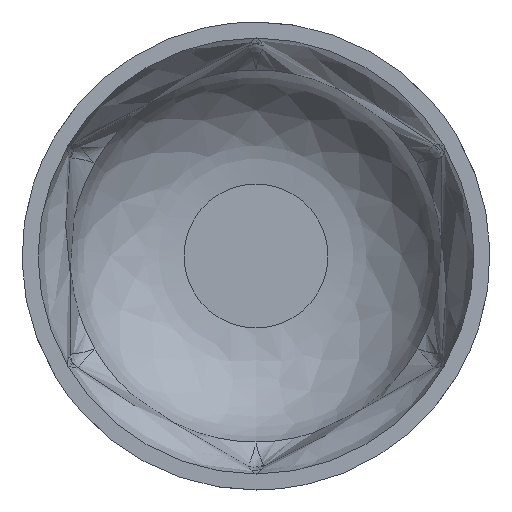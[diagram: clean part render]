
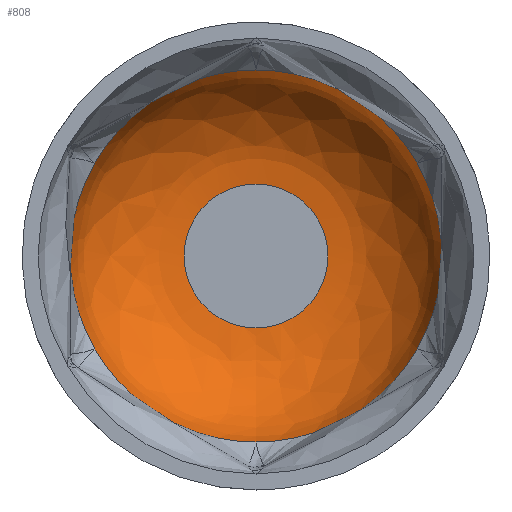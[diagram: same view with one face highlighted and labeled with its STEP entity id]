
A CAD part, front view. The second image highlights one B-rep face of the part: STEP entity #808.
In plain terms, the highlighted free-form (B-spline) face has degree [2, 2] with [3, 9] control points.
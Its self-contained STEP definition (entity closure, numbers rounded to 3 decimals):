
#25=(
BOUNDED_CURVE()
B_SPLINE_CURVE(2,(#2495,#2496,#2497),.UNSPECIFIED.,.F.,.F.)
B_SPLINE_CURVE_WITH_KNOTS((3,3),(0.201,1.541),
 .UNSPECIFIED.)
CURVE()
GEOMETRIC_REPRESENTATION_ITEM()
RATIONAL_B_SPLINE_CURVE((1.,0.784,1.))
REPRESENTATION_ITEM('')
);
#27=(
BOUNDED_SURFACE()
B_SPLINE_SURFACE(2,2,((#2467,#2468,#2469,#2470,#2471,#2472,#2473,#2474,
#2475),(#2476,#2477,#2478,#2479,#2480,#2481,#2482,#2483,#2484),(#2485,#2486,
#2487,#2488,#2489,#2490,#2491,#2492,#2493)),.UNSPECIFIED.,.F.,.T.,.F.)
B_SPLINE_SURFACE_WITH_KNOTS((3,3),(3,2,2,2,3),(0.201,1.541),
(-3.142,-1.571,0.,1.571,3.142),
 .UNSPECIFIED.)
GEOMETRIC_REPRESENTATION_ITEM()
RATIONAL_B_SPLINE_SURFACE(((1.,0.707,1.,0.707,1.,
0.707,1.,0.707,1.),(0.784,0.554,
0.784,0.554,0.784,0.554,
0.784,0.554,0.784),(1.,0.707,
1.,0.707,1.,0.707,1.,0.707,1.)))
REPRESENTATION_ITEM('')
SURFACE()
);
#32=CIRCLE('',#832,23.25);
#33=CIRCLE('',#833,23.25);
#34=CIRCLE('',#834,23.25);
#35=CIRCLE('',#835,23.25);
#36=CIRCLE('',#836,23.25);
#37=CIRCLE('',#837,23.25);
#44=CIRCLE('',#844,23.25);
#45=CIRCLE('',#845,23.25);
#46=CIRCLE('',#846,23.25);
#47=CIRCLE('',#847,23.25);
#48=CIRCLE('',#848,23.25);
#49=CIRCLE('',#849,23.25);
#51=CIRCLE('',#851,9.);
#52=CIRCLE('',#852,9.);
#53=CIRCLE('',#853,23.25);
#54=CIRCLE('',#854,23.25);
#55=CIRCLE('',#855,23.25);
#56=CIRCLE('',#856,23.25);
#57=CIRCLE('',#857,23.25);
#58=CIRCLE('',#858,23.25);
#85=FACE_OUTER_BOUND('',#114,.T.);
#114=EDGE_LOOP('',(#570,#571,#572,#573,#574,#575,#576,#577,#578,#579,#580,
#581,#582,#583,#584,#585,#586,#587,#588,#589,#590,#591));
#225=VERTEX_POINT('',#1098);
#235=VERTEX_POINT('',#1284);
#236=VERTEX_POINT('',#1295);
#237=VERTEX_POINT('',#1297);
#239=VERTEX_POINT('',#1401);
#244=VERTEX_POINT('',#1556);
#245=VERTEX_POINT('',#1558);
#246=VERTEX_POINT('',#1560);
#255=VERTEX_POINT('',#1854);
#265=VERTEX_POINT('',#2049);
#266=VERTEX_POINT('',#2062);
#267=VERTEX_POINT('',#2064);
#270=VERTEX_POINT('',#2301);
#271=VERTEX_POINT('',#2303);
#274=VERTEX_POINT('',#2494);
#275=VERTEX_POINT('',#2498);
#276=VERTEX_POINT('',#2501);
#277=VERTEX_POINT('',#2503);
#278=VERTEX_POINT('',#2506);
#279=VERTEX_POINT('',#2508);
#354=EDGE_CURVE('',#236,#235,#32,.T.);
#355=EDGE_CURVE('',#237,#236,#33,.T.);
#356=EDGE_CURVE('',#225,#237,#34,.T.);
#363=EDGE_CURVE('',#244,#239,#35,.T.);
#364=EDGE_CURVE('',#245,#244,#36,.T.);
#365=EDGE_CURVE('',#246,#245,#37,.T.);
#387=EDGE_CURVE('',#266,#265,#44,.T.);
#388=EDGE_CURVE('',#267,#266,#45,.T.);
#389=EDGE_CURVE('',#255,#267,#46,.T.);
#393=EDGE_CURVE('',#270,#246,#47,.T.);
#394=EDGE_CURVE('',#271,#270,#48,.T.);
#395=EDGE_CURVE('',#265,#271,#49,.T.);
#400=EDGE_CURVE('',#239,#274,#25,.T.);
#401=EDGE_CURVE('',#274,#275,#51,.T.);
#402=EDGE_CURVE('',#275,#274,#52,.T.);
#403=EDGE_CURVE('',#239,#276,#53,.T.);
#404=EDGE_CURVE('',#276,#277,#54,.T.);
#405=EDGE_CURVE('',#277,#225,#55,.T.);
#406=EDGE_CURVE('',#235,#278,#56,.T.);
#407=EDGE_CURVE('',#278,#279,#57,.T.);
#408=EDGE_CURVE('',#279,#255,#58,.T.);
#570=ORIENTED_EDGE('',*,*,#394,.T.);
#571=ORIENTED_EDGE('',*,*,#393,.T.);
#572=ORIENTED_EDGE('',*,*,#365,.T.);
#573=ORIENTED_EDGE('',*,*,#364,.T.);
#574=ORIENTED_EDGE('',*,*,#363,.T.);
#575=ORIENTED_EDGE('',*,*,#400,.T.);
#576=ORIENTED_EDGE('',*,*,#401,.T.);
#577=ORIENTED_EDGE('',*,*,#402,.T.);
#578=ORIENTED_EDGE('',*,*,#400,.F.);
#579=ORIENTED_EDGE('',*,*,#403,.T.);
#580=ORIENTED_EDGE('',*,*,#404,.T.);
#581=ORIENTED_EDGE('',*,*,#405,.T.);
#582=ORIENTED_EDGE('',*,*,#356,.T.);
#583=ORIENTED_EDGE('',*,*,#355,.T.);
#584=ORIENTED_EDGE('',*,*,#354,.T.);
#585=ORIENTED_EDGE('',*,*,#406,.T.);
#586=ORIENTED_EDGE('',*,*,#407,.T.);
#587=ORIENTED_EDGE('',*,*,#408,.T.);
#588=ORIENTED_EDGE('',*,*,#389,.T.);
#589=ORIENTED_EDGE('',*,*,#388,.T.);
#590=ORIENTED_EDGE('',*,*,#387,.T.);
#591=ORIENTED_EDGE('',*,*,#395,.T.);
#808=ADVANCED_FACE('',(#85),#27,.T.);
#832=AXIS2_PLACEMENT_3D('',#1296,#892,#893);
#833=AXIS2_PLACEMENT_3D('',#1298,#894,#895);
#834=AXIS2_PLACEMENT_3D('',#1299,#896,#897);
#835=AXIS2_PLACEMENT_3D('',#1557,#898,#899);
#836=AXIS2_PLACEMENT_3D('',#1559,#900,#901);
#837=AXIS2_PLACEMENT_3D('',#1561,#902,#903);
#844=AXIS2_PLACEMENT_3D('',#2063,#916,#917);
#845=AXIS2_PLACEMENT_3D('',#2065,#918,#919);
#846=AXIS2_PLACEMENT_3D('',#2066,#920,#921);
#847=AXIS2_PLACEMENT_3D('',#2302,#922,#923);
#848=AXIS2_PLACEMENT_3D('',#2304,#924,#925);
#849=AXIS2_PLACEMENT_3D('',#2305,#926,#927);
#851=AXIS2_PLACEMENT_3D('',#2499,#930,#931);
#852=AXIS2_PLACEMENT_3D('',#2500,#932,#933);
#853=AXIS2_PLACEMENT_3D('',#2502,#934,#935);
#854=AXIS2_PLACEMENT_3D('',#2504,#936,#937);
#855=AXIS2_PLACEMENT_3D('',#2505,#938,#939);
#856=AXIS2_PLACEMENT_3D('',#2507,#940,#941);
#857=AXIS2_PLACEMENT_3D('',#2509,#942,#943);
#858=AXIS2_PLACEMENT_3D('',#2510,#944,#945);
#892=DIRECTION('center_axis',(0.,-1.,0.));
#893=DIRECTION('ref_axis',(1.,0.,0.));
#894=DIRECTION('center_axis',(0.,-1.,0.));
#895=DIRECTION('ref_axis',(1.,0.,0.));
#896=DIRECTION('center_axis',(0.,-1.,0.));
#897=DIRECTION('ref_axis',(1.,0.,0.));
#898=DIRECTION('center_axis',(0.,-1.,0.));
#899=DIRECTION('ref_axis',(1.,0.,0.));
#900=DIRECTION('center_axis',(0.,-1.,0.));
#901=DIRECTION('ref_axis',(1.,0.,0.));
#902=DIRECTION('center_axis',(0.,-1.,0.));
#903=DIRECTION('ref_axis',(1.,0.,0.));
#916=DIRECTION('center_axis',(0.,-1.,0.));
#917=DIRECTION('ref_axis',(1.,0.,0.));
#918=DIRECTION('center_axis',(0.,-1.,0.));
#919=DIRECTION('ref_axis',(1.,0.,0.));
#920=DIRECTION('center_axis',(0.,-1.,0.));
#921=DIRECTION('ref_axis',(1.,0.,0.));
#922=DIRECTION('center_axis',(0.,-1.,0.));
#923=DIRECTION('ref_axis',(1.,0.,0.));
#924=DIRECTION('center_axis',(0.,-1.,0.));
#925=DIRECTION('ref_axis',(1.,0.,0.));
#926=DIRECTION('center_axis',(0.,-1.,0.));
#927=DIRECTION('ref_axis',(1.,0.,0.));
#930=DIRECTION('center_axis',(0.,1.,0.));
#931=DIRECTION('ref_axis',(1.,0.,0.));
#932=DIRECTION('center_axis',(0.,1.,0.));
#933=DIRECTION('ref_axis',(1.,0.,0.));
#934=DIRECTION('center_axis',(0.,-1.,0.));
#935=DIRECTION('ref_axis',(1.,0.,0.));
#936=DIRECTION('center_axis',(0.,-1.,0.));
#937=DIRECTION('ref_axis',(1.,0.,0.));
#938=DIRECTION('center_axis',(0.,-1.,0.));
#939=DIRECTION('ref_axis',(1.,0.,0.));
#940=DIRECTION('center_axis',(0.,-1.,0.));
#941=DIRECTION('ref_axis',(1.,0.,0.));
#942=DIRECTION('center_axis',(0.,-1.,0.));
#943=DIRECTION('ref_axis',(1.,0.,0.));
#944=DIRECTION('center_axis',(0.,-1.,0.));
#945=DIRECTION('ref_axis',(1.,0.,0.));
#1098=CARTESIAN_POINT('',(20.135,33.,-11.625));
#1284=CARTESIAN_POINT('',(20.135,33.,11.625));
#1295=CARTESIAN_POINT('',(22.743,33.,4.827));
#1296=CARTESIAN_POINT('Origin',(0.,33.,0.));
#1297=CARTESIAN_POINT('',(22.743,33.,-4.827));
#1298=CARTESIAN_POINT('Origin',(0.,33.,0.));
#1299=CARTESIAN_POINT('Origin',(0.,33.,0.));
#1401=CARTESIAN_POINT('',(0.,33.,-23.25));
#1556=CARTESIAN_POINT('',(-7.192,33.,-22.11));
#1557=CARTESIAN_POINT('Origin',(0.,33.,0.));
#1558=CARTESIAN_POINT('',(-15.552,33.,-17.283));
#1559=CARTESIAN_POINT('Origin',(0.,33.,0.));
#1560=CARTESIAN_POINT('',(-20.135,33.,-11.625));
#1561=CARTESIAN_POINT('Origin',(0.,33.,0.));
#1854=CARTESIAN_POINT('',(0.,33.,23.25));
#2049=CARTESIAN_POINT('',(-20.135,33.,11.625));
#2062=CARTESIAN_POINT('',(-15.552,33.,17.283));
#2063=CARTESIAN_POINT('Origin',(0.,33.,0.));
#2064=CARTESIAN_POINT('',(-7.192,33.,22.11));
#2065=CARTESIAN_POINT('Origin',(0.,33.,0.));
#2066=CARTESIAN_POINT('Origin',(0.,33.,0.));
#2301=CARTESIAN_POINT('',(-22.743,33.,-4.827));
#2302=CARTESIAN_POINT('Origin',(0.,33.,0.));
#2303=CARTESIAN_POINT('',(-22.743,33.,4.827));
#2304=CARTESIAN_POINT('Origin',(0.,33.,0.));
#2305=CARTESIAN_POINT('Origin',(0.,33.,0.));
#2467=CARTESIAN_POINT('Ctrl Pts',(0.,33.,-23.25));
#2468=CARTESIAN_POINT('Ctrl Pts',(-23.25,33.,-23.25));
#2469=CARTESIAN_POINT('Ctrl Pts',(-23.25,33.,0.));
#2470=CARTESIAN_POINT('Ctrl Pts',(-23.25,33.,23.25));
#2471=CARTESIAN_POINT('Ctrl Pts',(0.,33.,23.25));
#2472=CARTESIAN_POINT('Ctrl Pts',(23.25,33.,23.25));
#2473=CARTESIAN_POINT('Ctrl Pts',(23.25,33.,0.));
#2474=CARTESIAN_POINT('Ctrl Pts',(23.25,33.,-23.25));
#2475=CARTESIAN_POINT('Ctrl Pts',(0.,33.,-23.25));
#2476=CARTESIAN_POINT('Ctrl Pts',(0.,44.645,-20.879));
#2477=CARTESIAN_POINT('Ctrl Pts',(-20.879,44.645,-20.879));
#2478=CARTESIAN_POINT('Ctrl Pts',(-20.879,44.645,0.));
#2479=CARTESIAN_POINT('Ctrl Pts',(-20.879,44.645,20.879));
#2480=CARTESIAN_POINT('Ctrl Pts',(0.,44.645,20.879));
#2481=CARTESIAN_POINT('Ctrl Pts',(20.879,44.645,20.879));
#2482=CARTESIAN_POINT('Ctrl Pts',(20.879,44.645,0.));
#2483=CARTESIAN_POINT('Ctrl Pts',(20.879,44.645,-20.879));
#2484=CARTESIAN_POINT('Ctrl Pts',(0.,44.645,-20.879));
#2485=CARTESIAN_POINT('Ctrl Pts',(0.,45.,-9.));
#2486=CARTESIAN_POINT('Ctrl Pts',(-9.,45.,-9.));
#2487=CARTESIAN_POINT('Ctrl Pts',(-9.,45.,0.));
#2488=CARTESIAN_POINT('Ctrl Pts',(-9.,45.,9.));
#2489=CARTESIAN_POINT('Ctrl Pts',(0.,45.,9.));
#2490=CARTESIAN_POINT('Ctrl Pts',(9.,45.,9.));
#2491=CARTESIAN_POINT('Ctrl Pts',(9.,45.,0.));
#2492=CARTESIAN_POINT('Ctrl Pts',(9.,45.,-9.));
#2493=CARTESIAN_POINT('Ctrl Pts',(0.,45.,-9.));
#2494=CARTESIAN_POINT('',(0.,45.,-9.));
#2495=CARTESIAN_POINT('Ctrl Pts',(0.,33.,-23.25));
#2496=CARTESIAN_POINT('Ctrl Pts',(0.,44.645,-20.879));
#2497=CARTESIAN_POINT('Ctrl Pts',(0.,45.,-9.));
#2498=CARTESIAN_POINT('',(-9.,45.,0.));
#2499=CARTESIAN_POINT('Origin',(0.,45.,0.));
#2500=CARTESIAN_POINT('Origin',(0.,45.,0.));
#2501=CARTESIAN_POINT('',(7.192,33.,-22.11));
#2502=CARTESIAN_POINT('Origin',(0.,33.,0.));
#2503=CARTESIAN_POINT('',(15.552,33.,-17.283));
#2504=CARTESIAN_POINT('Origin',(0.,33.,0.));
#2505=CARTESIAN_POINT('Origin',(0.,33.,0.));
#2506=CARTESIAN_POINT('',(15.552,33.,17.283));
#2507=CARTESIAN_POINT('Origin',(0.,33.,0.));
#2508=CARTESIAN_POINT('',(7.192,33.,22.11));
#2509=CARTESIAN_POINT('Origin',(0.,33.,0.));
#2510=CARTESIAN_POINT('Origin',(0.,33.,0.));
